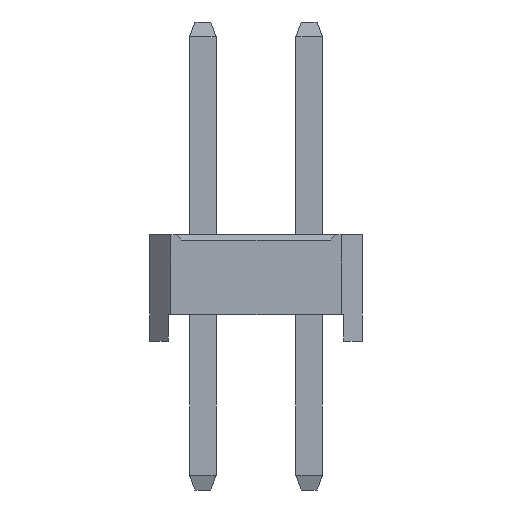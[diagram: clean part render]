
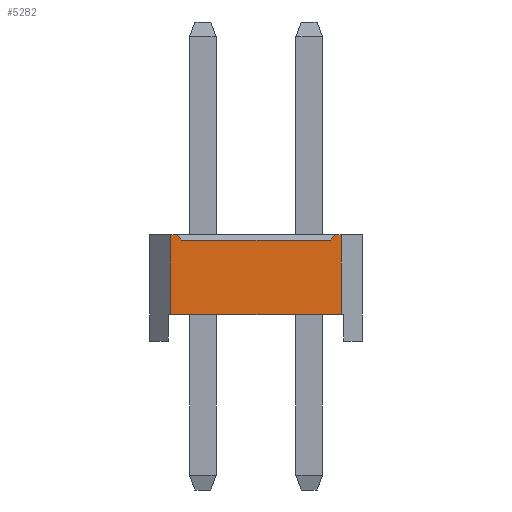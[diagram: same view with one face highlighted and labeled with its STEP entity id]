
A CAD part, left-side view. The second image highlights one B-rep face of the part: STEP entity #5282.
In plain terms, the highlighted planar face has unit normal (-1, 0, 0).
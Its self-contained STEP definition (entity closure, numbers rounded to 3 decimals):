
#5282=ADVANCED_FACE('',(#21192),#21194,.T.);
#21192=FACE_BOUND('',#21193,.T.);
#21193=EDGE_LOOP('',(#33629,#33630,#33631,#33632,#33633,#33634,#33635,#33636));
#21194=PLANE('',#21195);
#21195=AXIS2_PLACEMENT_3D('',#21196,#21197,#21198);
#21196=CARTESIAN_POINT('',(-1.,2.6,0.));
#21197=DIRECTION('',(-1.,0.,0.));
#21198=DIRECTION('',(0.,-1.,0.));
#33629=ORIENTED_EDGE('',*,*,#41306,.F.);
#33630=ORIENTED_EDGE('',*,*,#41307,.T.);
#33631=ORIENTED_EDGE('',*,*,#41308,.F.);
#33632=ORIENTED_EDGE('',*,*,#39586,.F.);
#33633=ORIENTED_EDGE('',*,*,#41309,.F.);
#33634=ORIENTED_EDGE('',*,*,#38956,.T.);
#33635=ORIENTED_EDGE('',*,*,#41305,.T.);
#33636=ORIENTED_EDGE('',*,*,#39590,.F.);
#38956=EDGE_CURVE('',#43378,#43376,#43379,.T.);
#39586=EDGE_CURVE('',#44636,#44638,#44639,.T.);
#39590=EDGE_CURVE('',#44644,#44646,#44647,.T.);
#41305=EDGE_CURVE('',#43376,#44646,#47495,.T.);
#41306=EDGE_CURVE('',#47496,#44644,#47497,.F.);
#41307=EDGE_CURVE('',#47496,#47498,#47499,.T.);
#41308=EDGE_CURVE('',#44638,#47498,#47500,.F.);
#41309=EDGE_CURVE('',#43378,#44636,#47501,.T.);
#43376=VERTEX_POINT('',#50546);
#43378=VERTEX_POINT('',#50550);
#43379=LINE('',#50551,#50552);
#44636=VERTEX_POINT('',#53066);
#44638=VERTEX_POINT('',#53070);
#44639=LINE('',#53071,#53072);
#44644=VERTEX_POINT('',#53082);
#44646=VERTEX_POINT('',#53086);
#44647=LINE('',#53087,#53088);
#47495=LINE('',#59365,#59366);
#47496=VERTEX_POINT('',#59368);
#47497=LINE('',#59369,#59370);
#47498=VERTEX_POINT('',#59372);
#47499=LINE('',#59373,#59374);
#47500=LINE('',#59376,#59377);
#47501=LINE('',#59379,#59380);
#50546=CARTESIAN_POINT('',(-1.,-0.6,0.5));
#50550=CARTESIAN_POINT('',(-1.,2.6,0.5));
#50551=CARTESIAN_POINT('',(-1.,2.6,0.5));
#50552=VECTOR('',#50553,1.);
#50553=DIRECTION('',(0.,-1.,0.));
#53066=CARTESIAN_POINT('',(-1.,2.6,2.));
#53070=CARTESIAN_POINT('',(-1.,2.5,2.));
#53071=CARTESIAN_POINT('',(-1.,2.6,2.));
#53072=VECTOR('',#53073,1.);
#53073=DIRECTION('',(0.,-1.,0.));
#53082=CARTESIAN_POINT('',(-1.,-0.5,2.));
#53086=CARTESIAN_POINT('',(-1.,-0.6,2.));
#53087=CARTESIAN_POINT('',(-1.,-0.5,2.));
#53088=VECTOR('',#53089,1.);
#53089=DIRECTION('',(0.,-1.,0.));
#59365=CARTESIAN_POINT('',(-1.,-0.6,0.5));
#59366=VECTOR('',#59367,1.);
#59367=DIRECTION('',(0.,0.,1.));
#59368=CARTESIAN_POINT('',(-1.,-0.4,1.9));
#59369=CARTESIAN_POINT('',(-1.,-0.5,2.));
#59370=VECTOR('',#59371,1.);
#59371=DIRECTION('',(0.,0.707,-0.707));
#59372=CARTESIAN_POINT('',(-1.,2.4,1.9));
#59373=CARTESIAN_POINT('',(-1.,-0.4,1.9));
#59374=VECTOR('',#59375,1.);
#59375=DIRECTION('',(0.,1.,0.));
#59376=CARTESIAN_POINT('',(-1.,2.4,1.9));
#59377=VECTOR('',#59378,1.);
#59378=DIRECTION('',(0.,0.707,0.707));
#59379=CARTESIAN_POINT('',(-1.,2.6,0.5));
#59380=VECTOR('',#59381,1.);
#59381=DIRECTION('',(0.,0.,1.));
